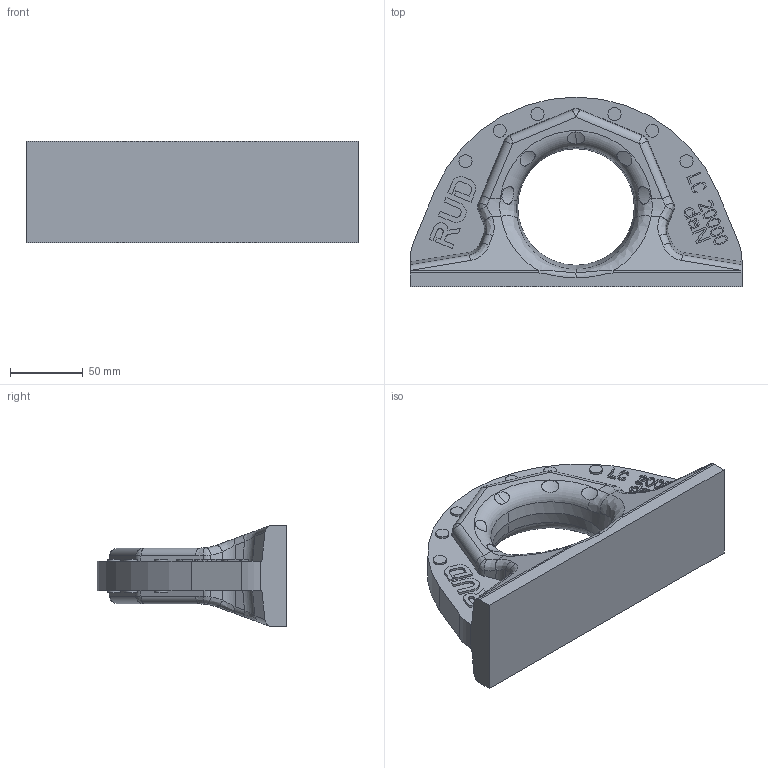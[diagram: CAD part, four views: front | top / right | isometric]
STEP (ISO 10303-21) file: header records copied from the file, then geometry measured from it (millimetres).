
FILE_DESCRIPTION((''),'2;1');
FILE_NAME('001-M34332-P1','2014-01-14T',('Ingo.Pautsch'),(''),'PRO/ENGINEER BY PARAMETRIC TECHNOLOGY CORPORATION, 2010140','PRO/ENGINEER BY PARAMETRIC TECHNOLOGY CORPORATION, 2010140','');
FILE_SCHEMA(('CONFIG_CONTROL_DESIGN'));
Length unit declared in the file: millimetre
Products named in the file (1): 001-M34332-P1
Bounding box: 228 x 130.23 x 70 mm (x, y, z)
Volume: 690549.6 mm3; surface area: 81481.3 mm2
Topology: 1 solids, 1 shells, 667 faces, 1807 edges, 1186 vertices
Faces by surface type: plane 529, cylinder 82, bspline 38, extrusion 12, cone 4, torus 2
Entity records: 22726 total; most frequent: CARTESIAN_POINT 6097, ORIENTED_EDGE 3614, DIRECTION 3105, EDGE_CURVE 1807, VECTOR 1555, LINE 1543, VERTEX_POINT 1186, AXIS2_PLACEMENT_3D 775
